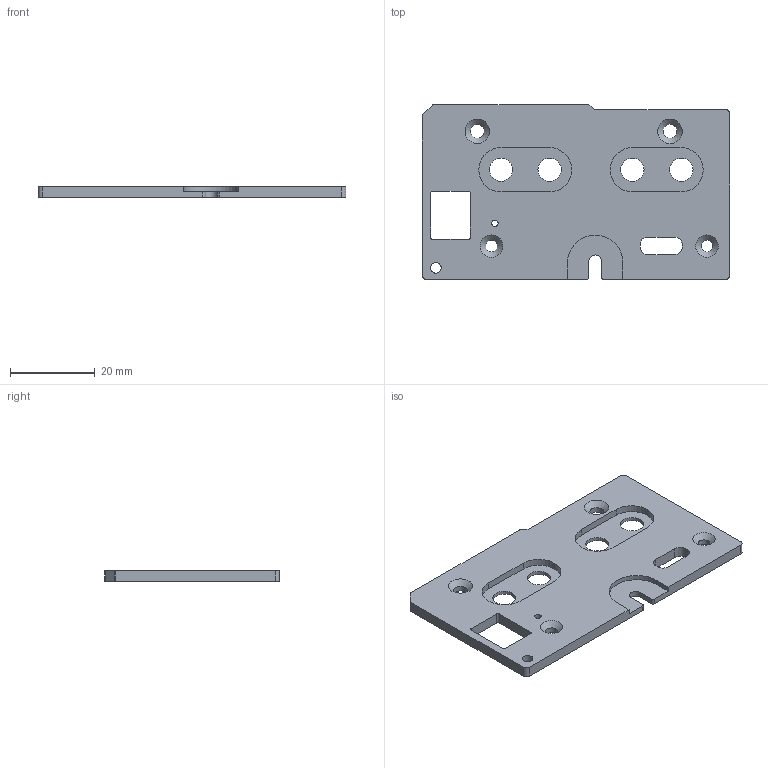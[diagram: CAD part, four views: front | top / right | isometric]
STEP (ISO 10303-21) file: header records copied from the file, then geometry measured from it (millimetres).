
FILE_DESCRIPTION(('HOOPS Exchange Step'),'2;1');
FILE_NAME('temp_export','2025-11-19T18:27:49+01:00',('mk'),('Shapr3D Limited'),'HOOPS Exchange 2025.7','Shapr3D','Authorized');
FILE_SCHEMA( ('AP242_MANAGED_MODEL_BASED_3D_ENGINEERING_MIM_LF {1 0 10303 442 1 1 4}') );
Length unit declared in the file: millimetre
Products named in the file (1): root
Bounding box: 72.8 x 41.4 x 2.6 mm (x, y, z)
Volume: 6257.3 mm3; surface area: 6508.3 mm2
Topology: 1 solids, 1 shells, 67 faces, 203 edges, 140 vertices
Faces by surface type: cylinder 34, plane 29, cone 4
Full cylindrical faces by diameter (mm): 1.5 x1, 2.5 x1, 2.8 x2, 3.3 x2, 5.5 x4
Entity records: 2423 total; most frequent: DIRECTION 431, CARTESIAN_POINT 412, ORIENTED_EDGE 406, EDGE_CURVE 203, AXIS2_PLACEMENT_3D 159, VERTEX_POINT 140, VECTOR 113, LINE 113
